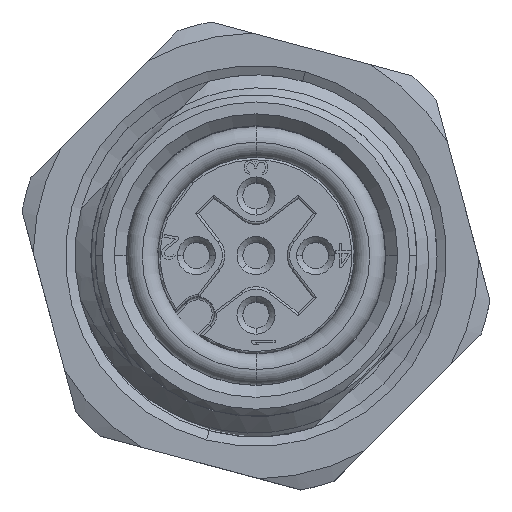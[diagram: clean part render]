
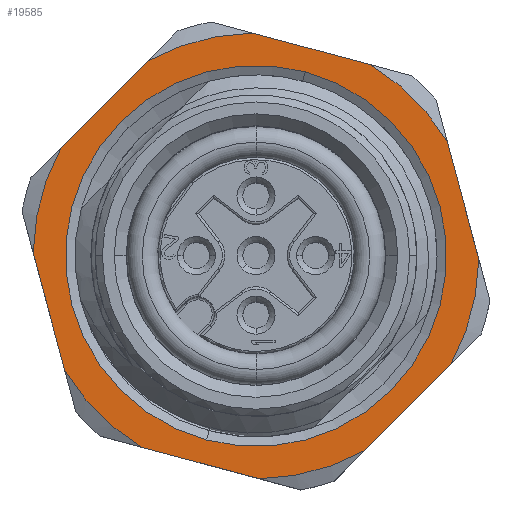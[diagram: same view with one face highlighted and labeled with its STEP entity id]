
A CAD part, top view. The second image highlights one B-rep face of the part: STEP entity #19585.
In plain terms, the highlighted planar face has unit normal (0, 0, 1).
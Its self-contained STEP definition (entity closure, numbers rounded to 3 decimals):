
#18929=DIRECTION('',(-0.5,-0.866,0.));
#18930=VECTOR('',#18929,5.117);
#18931=CARTESIAN_POINT('',(9.074,-2.284,0.));
#18932=LINE('',#18931,#18930);
#18937=CARTESIAN_POINT('',(0.,0.,0.));
#18938=DIRECTION('',(0.,0.,-1.));
#18939=DIRECTION('',(0.696,-0.718,0.));
#18940=AXIS2_PLACEMENT_3D('',#18937,#18938,#18939);
#18945=DIRECTION('',(-1.,0.,0.));
#18946=VECTOR('',#18945,5.117);
#18947=CARTESIAN_POINT('',(2.559,-9.,0.));
#18948=LINE('',#18947,#18946);
#18952=CARTESIAN_POINT('',(0.,0.,0.));
#18953=DIRECTION('',(0.,0.,-1.));
#18954=DIRECTION('',(-0.273,-0.962,0.));
#18955=AXIS2_PLACEMENT_3D('',#18952,#18953,#18954);
#18960=DIRECTION('',(-0.5,0.866,0.));
#18961=VECTOR('',#18960,5.117);
#18962=CARTESIAN_POINT('',(-6.515,-6.716,0.));
#18963=LINE('',#18962,#18961);
#18967=DIRECTION('',(0.5,0.866,0.));
#18968=VECTOR('',#18967,5.117);
#18969=CARTESIAN_POINT('',(-9.074,2.284,0.));
#18970=LINE('',#18969,#18968);
#18974=CARTESIAN_POINT('',(0.,0.,0.));
#18975=DIRECTION('',(0.,0.,-1.));
#18976=DIRECTION('',(-0.696,0.718,0.));
#18977=AXIS2_PLACEMENT_3D('',#18974,#18975,#18976);
#18982=DIRECTION('',(1.,0.,0.));
#18983=VECTOR('',#18982,5.117);
#18984=CARTESIAN_POINT('',(-2.559,9.,0.));
#18985=LINE('',#18984,#18983);
#18989=CARTESIAN_POINT('',(0.,0.,0.));
#18990=DIRECTION('',(0.,0.,-1.));
#18991=DIRECTION('',(0.273,0.962,0.));
#18992=AXIS2_PLACEMENT_3D('',#18989,#18990,#18991);
#18997=DIRECTION('',(0.5,-0.866,0.));
#18998=VECTOR('',#18997,5.117);
#18999=CARTESIAN_POINT('',(6.515,6.716,0.));
#19000=LINE('',#18999,#18998);
#19004=CARTESIAN_POINT('',(0.,0.,0.));
#19005=DIRECTION('',(0.,0.,-1.));
#19006=DIRECTION('',(0.,1.,0.));
#19007=AXIS2_PLACEMENT_3D('',#19004,#19005,#19006);
#19026=CARTESIAN_POINT('',(0.,0.,0.));
#19027=DIRECTION('',(0.,0.,1.));
#19028=DIRECTION('',(0.,1.,0.));
#19029=AXIS2_PLACEMENT_3D('',#19026,#19027,#19028);
#19202=CARTESIAN_POINT('',(0.,0.,0.));
#19203=DIRECTION('',(0.,0.,1.));
#19204=DIRECTION('',(0.97,-0.244,0.));
#19205=AXIS2_PLACEMENT_3D('',#19202,#19203,#19204);
#19242=CARTESIAN_POINT('',(0.,0.,0.));
#19243=DIRECTION('',(0.,0.,1.));
#19244=DIRECTION('',(-0.97,0.244,0.));
#19245=AXIS2_PLACEMENT_3D('',#19242,#19243,#19244);
#19332=CARTESIAN_POINT('',(-9.074,-2.284,0.));
#19347=CARTESIAN_POINT('',(-9.074,2.284,0.));
#19424=CARTESIAN_POINT('',(9.074,2.284,0.));
#19439=CARTESIAN_POINT('',(9.074,-2.284,0.));
#19500=CARTESIAN_POINT('',(6.515,-6.716,0.));
#19501=CARTESIAN_POINT('',(2.559,-9.,0.));
#19502=VERTEX_POINT('',#19500);
#19503=VERTEX_POINT('',#19501);
#19504=CARTESIAN_POINT('',(-2.559,-9.,0.));
#19505=CARTESIAN_POINT('',(-6.515,-6.716,0.));
#19506=VERTEX_POINT('',#19504);
#19507=VERTEX_POINT('',#19505);
#19508=CARTESIAN_POINT('',(-6.515,6.716,0.));
#19509=CARTESIAN_POINT('',(-2.559,9.,0.));
#19510=VERTEX_POINT('',#19508);
#19511=VERTEX_POINT('',#19509);
#19512=CARTESIAN_POINT('',(2.559,9.,0.));
#19513=CARTESIAN_POINT('',(6.515,6.716,0.));
#19514=VERTEX_POINT('',#19512);
#19515=VERTEX_POINT('',#19513);
#19533=VERTEX_POINT('',#19439);
#19534=VERTEX_POINT('',#19424);
#19537=VERTEX_POINT('',#19347);
#19538=VERTEX_POINT('',#19332);
#19540=CARTESIAN_POINT('',(0.,8.,0.));
#19541=VERTEX_POINT('',#19540);
#19544=CARTESIAN_POINT('',(0.,-8.,0.));
#19545=VERTEX_POINT('',#19544);
#19548=CARTESIAN_POINT('',(0.,0.,0.));
#19549=DIRECTION('',(0.,0.,-1.));
#19550=DIRECTION('',(0.,-1.,0.));
#19551=AXIS2_PLACEMENT_3D('',#19548,#19549,#19550);
#19552=PLANE('',#19551);
#19554=ORIENTED_EDGE('',*,*,#19553,.F.);
#19556=ORIENTED_EDGE('',*,*,#19555,.T.);
#19558=ORIENTED_EDGE('',*,*,#19557,.T.);
#19560=ORIENTED_EDGE('',*,*,#19559,.T.);
#19562=ORIENTED_EDGE('',*,*,#19561,.T.);
#19564=ORIENTED_EDGE('',*,*,#19563,.T.);
#19566=ORIENTED_EDGE('',*,*,#19565,.F.);
#19568=ORIENTED_EDGE('',*,*,#19567,.T.);
#19570=ORIENTED_EDGE('',*,*,#19569,.T.);
#19572=ORIENTED_EDGE('',*,*,#19571,.T.);
#19574=ORIENTED_EDGE('',*,*,#19573,.T.);
#19576=ORIENTED_EDGE('',*,*,#19575,.T.);
#19577=EDGE_LOOP('',(#19554,#19556,#19558,#19560,#19562,#19564,#19566,#19568,
#19570,#19572,#19574,#19576));
#19578=FACE_OUTER_BOUND('',#19577,.F.);
#19580=ORIENTED_EDGE('',*,*,#19579,.F.);
#19582=ORIENTED_EDGE('',*,*,#19581,.T.);
#19583=EDGE_LOOP('',(#19580,#19582));
#19584=FACE_BOUND('',#19583,.F.);
#18941=CIRCLE('',#18940,9.357);
#18956=CIRCLE('',#18955,9.357);
#18978=CIRCLE('',#18977,9.357);
#18993=CIRCLE('',#18992,9.357);
#19008=CIRCLE('',#19007,8.);
#19030=CIRCLE('',#19029,8.);
#19206=CIRCLE('',#19205,9.357);
#19246=CIRCLE('',#19245,9.357);
#19553=EDGE_CURVE('',#19533,#19534,#19206,.T.);
#19555=EDGE_CURVE('',#19533,#19502,#18932,.T.);
#19557=EDGE_CURVE('',#19502,#19503,#18941,.T.);
#19559=EDGE_CURVE('',#19503,#19506,#18948,.T.);
#19561=EDGE_CURVE('',#19506,#19507,#18956,.T.);
#19563=EDGE_CURVE('',#19507,#19538,#18963,.T.);
#19565=EDGE_CURVE('',#19537,#19538,#19246,.T.);
#19567=EDGE_CURVE('',#19537,#19510,#18970,.T.);
#19569=EDGE_CURVE('',#19510,#19511,#18978,.T.);
#19571=EDGE_CURVE('',#19511,#19514,#18985,.T.);
#19573=EDGE_CURVE('',#19514,#19515,#18993,.T.);
#19575=EDGE_CURVE('',#19515,#19534,#19000,.T.);
#19579=EDGE_CURVE('',#19541,#19545,#19008,.T.);
#19581=EDGE_CURVE('',#19541,#19545,#19030,.T.);
#19585=ADVANCED_FACE('',(#19578,#19584),#19552,.F.);
